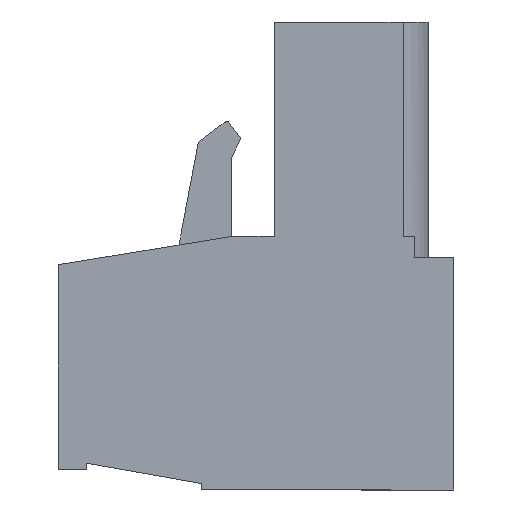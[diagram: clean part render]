
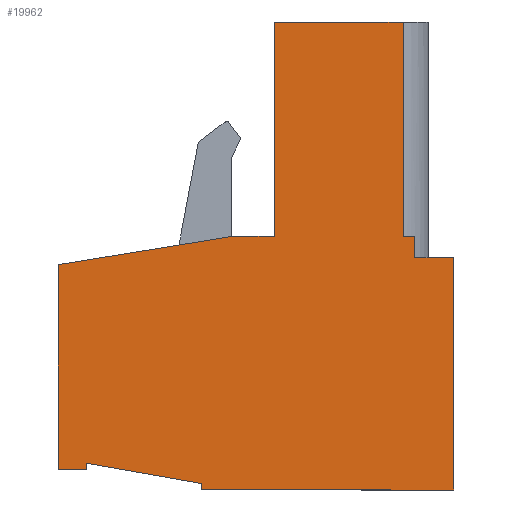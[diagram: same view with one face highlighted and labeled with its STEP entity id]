
A CAD part, left-side view. The second image highlights one B-rep face of the part: STEP entity #19962.
In plain terms, the highlighted planar face has unit normal (-1, 0, 0).
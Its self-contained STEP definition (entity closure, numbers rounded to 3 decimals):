
#139 = ORIENTED_EDGE ( 'NONE', *, *, #3858, .F. ) ;
#410 = DIRECTION ( 'NONE',  ( 0., 0., -1. ) ) ;
#598 = CARTESIAN_POINT ( 'NONE',  ( 0., 14.24, -7.96 ) ) ;
#709 = VERTEX_POINT ( 'NONE', #22369 ) ;
#743 = CARTESIAN_POINT ( 'NONE',  ( 0., 14.24, -7.96 ) ) ;
#754 = DIRECTION ( 'NONE',  ( 0., 0., -1. ) ) ;
#984 = CARTESIAN_POINT ( 'NONE',  ( 0., 1.96, 0.85 ) ) ;
#1218 = VERTEX_POINT ( 'NONE', #6043 ) ;
#1725 = EDGE_CURVE ( 'NONE', #19599, #1218, #19395, .T. ) ;
#2031 = CARTESIAN_POINT ( 'NONE',  ( 0., 15.33, -8.2 ) ) ;
#2509 = VECTOR ( 'NONE', #7570, 1000. ) ;
#2620 = VERTEX_POINT ( 'NONE', #21815 ) ;
#3341 = ORIENTED_EDGE ( 'NONE', *, *, #3446, .F. ) ;
#3411 = LINE ( 'NONE', #6105, #12797 ) ;
#3446 = EDGE_CURVE ( 'NONE', #7627, #2620, #22363, .T. ) ;
#3579 = DIRECTION ( 'NONE',  ( 0., 0., 1. ) ) ;
#3810 = CARTESIAN_POINT ( 'NONE',  ( 0., 9.77, -8.75 ) ) ;
#3858 = EDGE_CURVE ( 'NONE', #13900, #17726, #13518, .T. ) ;
#4375 = VECTOR ( 'NONE', #19781, 1000. ) ;
#4385 = CARTESIAN_POINT ( 'NONE',  ( 0., 1.51, 0. ) ) ;
#4418 = VECTOR ( 'NONE', #18307, 1000. ) ;
#4637 = CARTESIAN_POINT ( 'NONE',  ( 0., 8.49, 0.85 ) ) ;
#4672 = VECTOR ( 'NONE', #3579, 1000. ) ;
#5145 = VECTOR ( 'NONE', #23488, 1000. ) ;
#5490 = CARTESIAN_POINT ( 'NONE',  ( 0., 0., 0. ) ) ;
#5575 = VECTOR ( 'NONE', #13262, 1000. ) ;
#5590 = EDGE_CURVE ( 'NONE', #2620, #10795, #13761, .T. ) ;
#5605 = DIRECTION ( 'NONE',  ( 0., -0.987, 0.16 ) ) ;
#6043 = CARTESIAN_POINT ( 'NONE',  ( 0., 14.24, -8.2 ) ) ;
#6105 = CARTESIAN_POINT ( 'NONE',  ( 0., 1.96, 9.15 ) ) ;
#6601 = ORIENTED_EDGE ( 'NONE', *, *, #20678, .F. ) ;
#6816 = VERTEX_POINT ( 'NONE', #17189 ) ;
#6845 = EDGE_CURVE ( 'NONE', #6816, #7627, #18683, .T. ) ;
#6849 = AXIS2_PLACEMENT_3D ( 'NONE', #5490, #22390, #11145 ) ;
#6887 = DIRECTION ( 'NONE',  ( 0., 0., 1. ) ) ;
#7009 = LINE ( 'NONE', #4637, #21977 ) ;
#7062 = VECTOR ( 'NONE', #12956, 1000. ) ;
#7069 = CARTESIAN_POINT ( 'NONE',  ( 0., 14.24, -8.2 ) ) ;
#7324 = EDGE_CURVE ( 'NONE', #12176, #19599, #7498, .T. ) ;
#7385 = VECTOR ( 'NONE', #19400, 1000. ) ;
#7498 = LINE ( 'NONE', #3810, #2509 ) ;
#7570 = DIRECTION ( 'NONE',  ( 0., 0.985, 0.174 ) ) ;
#7627 = VERTEX_POINT ( 'NONE', #11768 ) ;
#7643 = CARTESIAN_POINT ( 'NONE',  ( 0., 8.49, 0.85 ) ) ;
#8204 = VECTOR ( 'NONE', #10648, 1000. ) ;
#8438 = ORIENTED_EDGE ( 'NONE', *, *, #7324, .F. ) ;
#8551 = CARTESIAN_POINT ( 'NONE',  ( 0., 0., 0. ) ) ;
#8772 = VERTEX_POINT ( 'NONE', #2031 ) ;
#8836 = LINE ( 'NONE', #11055, #7062 ) ;
#9110 = FACE_OUTER_BOUND ( 'NONE', #21885, .T. ) ;
#9262 = PLANE ( 'NONE',  #6849 ) ;
#9300 = ORIENTED_EDGE ( 'NONE', *, *, #1725, .F. ) ;
#9577 = ORIENTED_EDGE ( 'NONE', *, *, #20600, .F. ) ;
#10012 = VECTOR ( 'NONE', #754, 1000. ) ;
#10648 = DIRECTION ( 'NONE',  ( 0., -1., 0. ) ) ;
#10795 = VERTEX_POINT ( 'NONE', #21411 ) ;
#11055 = CARTESIAN_POINT ( 'NONE',  ( 0., 0., -9. ) ) ;
#11145 = DIRECTION ( 'NONE',  ( 0., 0., -1. ) ) ;
#11528 = CARTESIAN_POINT ( 'NONE',  ( 0., 6.96, 0.85 ) ) ;
#11537 = VERTEX_POINT ( 'NONE', #13833 ) ;
#11559 = ORIENTED_EDGE ( 'NONE', *, *, #12902, .F. ) ;
#11578 = LINE ( 'NONE', #20030, #15987 ) ;
#11768 = CARTESIAN_POINT ( 'NONE',  ( 0., 1.51, 0. ) ) ;
#12176 = VERTEX_POINT ( 'NONE', #21846 ) ;
#12253 = VERTEX_POINT ( 'NONE', #11528 ) ;
#12453 = ORIENTED_EDGE ( 'NONE', *, *, #6845, .F. ) ;
#12666 = VERTEX_POINT ( 'NONE', #22189 ) ;
#12797 = VECTOR ( 'NONE', #410, 1000. ) ;
#12902 = EDGE_CURVE ( 'NONE', #709, #11537, #3411, .T. ) ;
#12911 = CARTESIAN_POINT ( 'NONE',  ( 0., 9.77, -9. ) ) ;
#12940 = VECTOR ( 'NONE', #5605, 1000. ) ;
#12956 = DIRECTION ( 'NONE',  ( 0., 1., 0. ) ) ;
#13262 = DIRECTION ( 'NONE',  ( 0., 0., 1. ) ) ;
#13518 = LINE ( 'NONE', #22483, #12940 ) ;
#13673 = EDGE_CURVE ( 'NONE', #11537, #6816, #15684, .T. ) ;
#13686 = VECTOR ( 'NONE', #21046, 1000. ) ;
#13761 = LINE ( 'NONE', #8551, #4375 ) ;
#13796 = CARTESIAN_POINT ( 'NONE',  ( 0., 6.96, 9.15 ) ) ;
#13833 = CARTESIAN_POINT ( 'NONE',  ( 0., 1.96, 0.85 ) ) ;
#13900 = VERTEX_POINT ( 'NONE', #20493 ) ;
#14414 = CARTESIAN_POINT ( 'NONE',  ( 0., 6.96, 9.15 ) ) ;
#14838 = ORIENTED_EDGE ( 'NONE', *, *, #20053, .F. ) ;
#14966 = EDGE_CURVE ( 'NONE', #12666, #12176, #24047, .T. ) ;
#15138 = CARTESIAN_POINT ( 'NONE',  ( 0., 15.33, -8.2 ) ) ;
#15381 = CARTESIAN_POINT ( 'NONE',  ( 0., 1.51, 0.85 ) ) ;
#15400 = ORIENTED_EDGE ( 'NONE', *, *, #21503, .F. ) ;
#15684 = LINE ( 'NONE', #984, #5145 ) ;
#15987 = VECTOR ( 'NONE', #6887, 1000. ) ;
#16132 = LINE ( 'NONE', #15138, #5575 ) ;
#16282 = ORIENTED_EDGE ( 'NONE', *, *, #24147, .F. ) ;
#17026 = VERTEX_POINT ( 'NONE', #13796 ) ;
#17189 = CARTESIAN_POINT ( 'NONE',  ( 0., 1.51, 0.85 ) ) ;
#17726 = VERTEX_POINT ( 'NONE', #7643 ) ;
#17762 = DIRECTION ( 'NONE',  ( 0., -1., 0. ) ) ;
#18133 = ORIENTED_EDGE ( 'NONE', *, *, #14966, .F. ) ;
#18307 = DIRECTION ( 'NONE',  ( 0., 1., 0. ) ) ;
#18616 = ORIENTED_EDGE ( 'NONE', *, *, #13673, .F. ) ;
#18683 = LINE ( 'NONE', #15381, #13686 ) ;
#18792 = LINE ( 'NONE', #7069, #4418 ) ;
#19395 = LINE ( 'NONE', #598, #10012 ) ;
#19400 = DIRECTION ( 'NONE',  ( 0., -1., 0. ) ) ;
#19599 = VERTEX_POINT ( 'NONE', #743 ) ;
#19781 = DIRECTION ( 'NONE',  ( 0., 0., -1. ) ) ;
#19962 = ADVANCED_FACE ( 'NONE', ( #9110 ), #9262, .F. ) ;
#20030 = CARTESIAN_POINT ( 'NONE',  ( 0., 6.96, 0.85 ) ) ;
#20053 = EDGE_CURVE ( 'NONE', #8772, #13900, #16132, .T. ) ;
#20493 = CARTESIAN_POINT ( 'NONE',  ( 0., 15.33, -0.26 ) ) ;
#20600 = EDGE_CURVE ( 'NONE', #1218, #8772, #18792, .T. ) ;
#20678 = EDGE_CURVE ( 'NONE', #10795, #12666, #8836, .T. ) ;
#21040 = EDGE_CURVE ( 'NONE', #17026, #709, #23201, .T. ) ;
#21046 = DIRECTION ( 'NONE',  ( 0., 0., -1. ) ) ;
#21271 = ORIENTED_EDGE ( 'NONE', *, *, #5590, .F. ) ;
#21411 = CARTESIAN_POINT ( 'NONE',  ( 0., 0., -9. ) ) ;
#21503 = EDGE_CURVE ( 'NONE', #17726, #12253, #7009, .T. ) ;
#21815 = CARTESIAN_POINT ( 'NONE',  ( 0., 0., 0. ) ) ;
#21846 = CARTESIAN_POINT ( 'NONE',  ( 0., 9.77, -8.75 ) ) ;
#21885 = EDGE_LOOP ( 'NONE', ( #3341, #12453, #18616, #11559, #22152, #16282, #15400, #139, #14838, #9577, #9300, #8438, #18133, #6601, #21271 ) ) ;
#21977 = VECTOR ( 'NONE', #17762, 1000. ) ;
#22152 = ORIENTED_EDGE ( 'NONE', *, *, #21040, .F. ) ;
#22189 = CARTESIAN_POINT ( 'NONE',  ( 0., 9.77, -9. ) ) ;
#22363 = LINE ( 'NONE', #4385, #7385 ) ;
#22369 = CARTESIAN_POINT ( 'NONE',  ( 0., 1.96, 9.15 ) ) ;
#22390 = DIRECTION ( 'NONE',  ( 1., 0., 0. ) ) ;
#22483 = CARTESIAN_POINT ( 'NONE',  ( 0., 15.33, -0.26 ) ) ;
#23201 = LINE ( 'NONE', #14414, #8204 ) ;
#23488 = DIRECTION ( 'NONE',  ( 0., -1., 0. ) ) ;
#24047 = LINE ( 'NONE', #12911, #4672 ) ;
#24147 = EDGE_CURVE ( 'NONE', #12253, #17026, #11578, .T. ) ;
